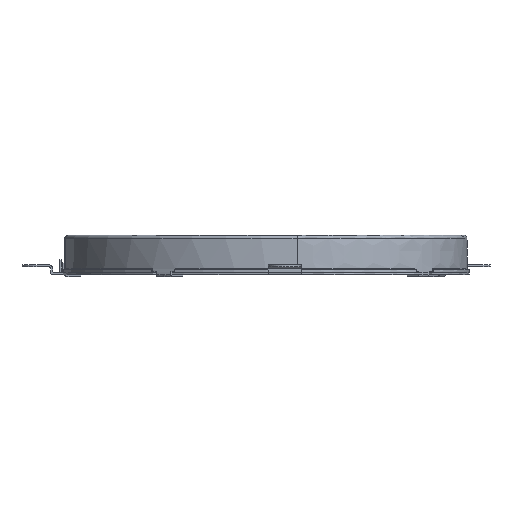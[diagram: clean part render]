
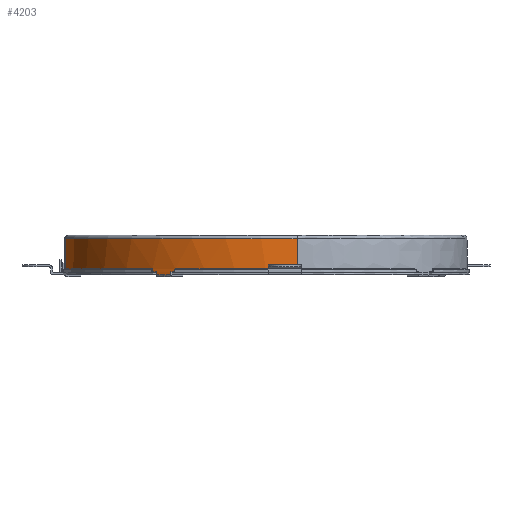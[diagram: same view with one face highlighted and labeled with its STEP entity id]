
A CAD part, left-side view. The second image highlights one B-rep face of the part: STEP entity #4203.
In plain terms, the highlighted cylindrical face has radius 32.489 mm (diameter 64.978 mm), a partial arc.
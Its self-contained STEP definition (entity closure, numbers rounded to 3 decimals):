
#286=CARTESIAN_POINT('',(3.622,1.072,-4.8));
#287=DIRECTION('',(0.,0.,1.));
#288=DIRECTION('',(-0.867,0.498,0.));
#289=AXIS2_PLACEMENT_3D('',#286,#287,#288);
#354=CARTESIAN_POINT('',(3.622,1.072,-4.8));
#355=DIRECTION('',(0.,0.,1.));
#356=DIRECTION('',(-0.812,0.584,0.));
#357=AXIS2_PLACEMENT_3D('',#354,#355,#356);
#511=CARTESIAN_POINT('',(-24.558,17.24,-5.3));
#593=CARTESIAN_POINT('',(-23.195,19.412,-5.3));
#599=CARTESIAN_POINT('',(3.622,1.072,-5.3));
#600=DIRECTION('',(0.,0.,1.));
#601=DIRECTION('',(-0.825,0.565,0.));
#602=AXIS2_PLACEMENT_3D('',#599,#600,#601);
#604=DIRECTION('',(0.,0.,-1.));
#605=VECTOR('',#604,0.5);
#606=CARTESIAN_POINT('',(-23.195,19.412,-4.8));
#607=LINE('',#606,#605);
#608=DIRECTION('',(0.,0.,1.));
#609=VECTOR('',#608,0.4);
#610=CARTESIAN_POINT('',(-22.758,20.036,-4.8));
#611=LINE('',#610,#609);
#612=CARTESIAN_POINT('',(3.622,1.072,-4.4));
#613=DIRECTION('',(0.,0.,-1.));
#614=DIRECTION('',(-0.812,0.584,0.));
#615=AXIS2_PLACEMENT_3D('',#612,#613,#614);
#617=DIRECTION('',(0.001,0.,1.));
#618=VECTOR('',#617,4.6);
#619=CARTESIAN_POINT('',(-1.245,33.194,-4.4));
#620=LINE('',#619,#618);
#621=CARTESIAN_POINT('',(3.622,1.072,0.2));
#622=DIRECTION('',(0.,0.,1.));
#623=DIRECTION('',(-0.15,0.989,0.));
#624=AXIS2_PLACEMENT_3D('',#621,#622,#623);
#626=DIRECTION('',(0.,0.,-1.));
#627=VECTOR('',#626,0.4);
#628=CARTESIAN_POINT('',(-24.938,16.559,-4.4));
#629=LINE('',#628,#627);
#630=DIRECTION('',(0.,0.,-1.));
#631=VECTOR('',#630,0.5);
#632=CARTESIAN_POINT('',(-24.558,17.24,-4.8));
#633=LINE('',#632,#631);
#994=DIRECTION('',(0.,0.,1.));
#995=VECTOR('',#994,4.6);
#996=CARTESIAN_POINT('',(-28.733,-1.875,
-4.4));
#997=LINE('',#996,#995);
#998=CARTESIAN_POINT('',(-28.733,-1.875,0.2));
#1153=CARTESIAN_POINT('',(3.622,1.072,-4.4));
#1154=DIRECTION('',(0.,0.,1.));
#1155=DIRECTION('',(-0.879,0.477,0.));
#1156=AXIS2_PLACEMENT_3D('',#1153,#1154,#1155);
#1501=CARTESIAN_POINT('',(-1.245,33.194,-4.4));
#2773=CARTESIAN_POINT('',(-22.758,20.036,-4.8));
#2774=CARTESIAN_POINT('',(-22.758,20.036,
-4.4));
#2775=VERTEX_POINT('',#2773);
#2776=VERTEX_POINT('',#2774);
#2777=CARTESIAN_POINT('',(-24.938,16.559,-4.4));
#2778=CARTESIAN_POINT('',(-28.733,-1.875,-4.4));
#2779=VERTEX_POINT('',#2777);
#2780=VERTEX_POINT('',#2778);
#2781=CARTESIAN_POINT('',(-24.938,16.559,-4.8));
#2782=VERTEX_POINT('',#2781);
#3148=VERTEX_POINT('',#1501);
#3161=VERTEX_POINT('',#998);
#3164=CARTESIAN_POINT('',(-1.241,33.195,0.2));
#3165=VERTEX_POINT('',#3164);
#3234=CARTESIAN_POINT('',(-24.558,17.24,-4.8));
#3236=VERTEX_POINT('',#3234);
#3239=CARTESIAN_POINT('',(-23.195,19.412,-4.8));
#3241=VERTEX_POINT('',#3239);
#3314=VERTEX_POINT('',#511);
#3318=VERTEX_POINT('',#593);
#4177=CARTESIAN_POINT('',(3.622,1.072,0.312));
#4178=DIRECTION('',(0.,0.,-1.));
#4179=DIRECTION('',(0.,-1.,0.));
#4180=AXIS2_PLACEMENT_3D('',#4177,#4178,#4179);
#4181=CYLINDRICAL_SURFACE('',#4180,32.489);
#4182=ORIENTED_EDGE('',*,*,#4074,.F.);
#4183=ORIENTED_EDGE('',*,*,#4172,.F.);
#4184=ORIENTED_EDGE('',*,*,#3870,.F.);
#4186=ORIENTED_EDGE('',*,*,#4185,.T.);
#4188=ORIENTED_EDGE('',*,*,#4187,.T.);
#4190=ORIENTED_EDGE('',*,*,#4189,.T.);
#4192=ORIENTED_EDGE('',*,*,#4191,.T.);
#4194=ORIENTED_EDGE('',*,*,#4193,.F.);
#4196=ORIENTED_EDGE('',*,*,#4195,.F.);
#4198=ORIENTED_EDGE('',*,*,#4197,.T.);
#4199=ORIENTED_EDGE('',*,*,#3809,.F.);
#4200=ORIENTED_EDGE('',*,*,#4052,.T.);
#4201=EDGE_LOOP('',(#4182,#4183,#4184,#4186,#4188,#4190,#4192,#4194,#4196,#4198,
#4199,#4200));
#4202=FACE_OUTER_BOUND('',#4201,.F.);
#290=CIRCLE('',#289,32.489);
#358=CIRCLE('',#357,32.489);
#603=CIRCLE('',#602,32.489);
#616=CIRCLE('',#615,32.489);
#625=CIRCLE('',#624,32.489);
#1157=CIRCLE('',#1156,32.489);
#3809=EDGE_CURVE('',#3236,#2782,#290,.T.);
#3870=EDGE_CURVE('',#2775,#3241,#358,.T.);
#4052=EDGE_CURVE('',#3236,#3314,#633,.T.);
#4074=EDGE_CURVE('',#3318,#3314,#603,.T.);
#4172=EDGE_CURVE('',#3241,#3318,#607,.T.);
#4185=EDGE_CURVE('',#2775,#2776,#611,.T.);
#4187=EDGE_CURVE('',#2776,#3148,#616,.T.);
#4189=EDGE_CURVE('',#3148,#3165,#620,.T.);
#4191=EDGE_CURVE('',#3165,#3161,#625,.T.);
#4193=EDGE_CURVE('',#2780,#3161,#997,.T.);
#4195=EDGE_CURVE('',#2779,#2780,#1157,.T.);
#4197=EDGE_CURVE('',#2779,#2782,#629,.T.);
#4203=ADVANCED_FACE('',(#4202),#4181,.T.);
